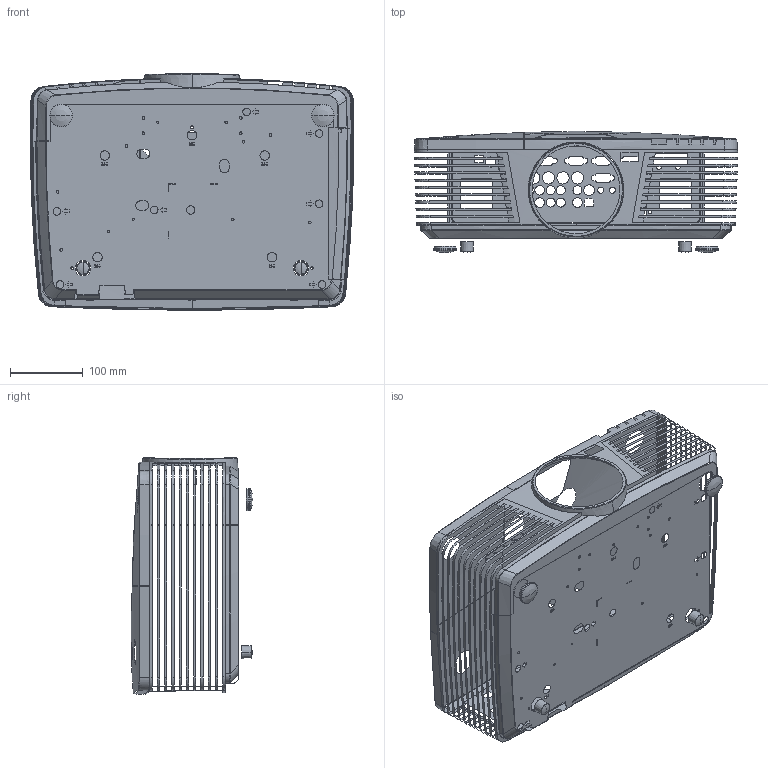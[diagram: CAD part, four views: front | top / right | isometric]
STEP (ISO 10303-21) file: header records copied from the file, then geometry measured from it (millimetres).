
FILE_DESCRIPTION((''),'2;1');
FILE_NAME('SINGLE','2020-05-11T',('ChenPet'),(''),'PRO/ENGINEER BY PARAMETRIC TECHNOLOGY CORPORATION, 2009440','PRO/ENGINEER BY PARAMETRIC TECHNOLOGY CORPORATION, 2009440','');
FILE_SCHEMA(('CONFIG_CONTROL_DESIGN'));
Length unit declared in the file: millimetre
Products named in the file (1): SINGLE
Bounding box: 444.92 x 166.98 x 325.5 mm (x, y, z)
Surface area: 352737.2 mm2 (no closed solid volume)
Topology: 0 solids, 35 shells, 279 faces, 1959 edges, 1707 vertices
Faces by surface type: bspline 103, cylinder 71, cone 53, plane 20, sphere 20, torus 10, extrusion 2
Entity records: 23969 total; most frequent: CARTESIAN_POINT 11153, ORIENTED_EDGE 2340, DIRECTION 2156, EDGE_CURVE 1939, VERTEX_POINT 1707, AXIS2_PLACEMENT_3D 811, B_SPLINE_CURVE_WITH_KNOTS 772, CIRCLE 637
